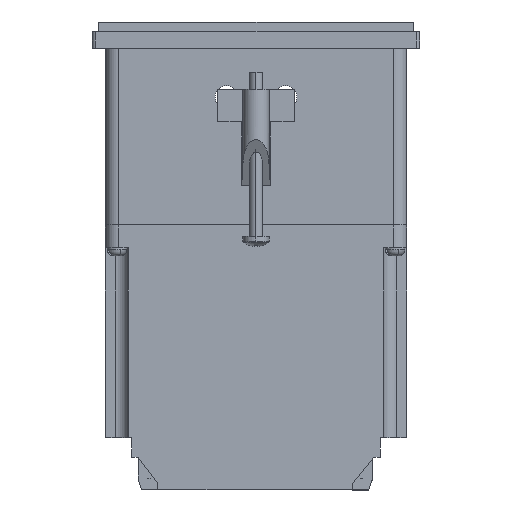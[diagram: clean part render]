
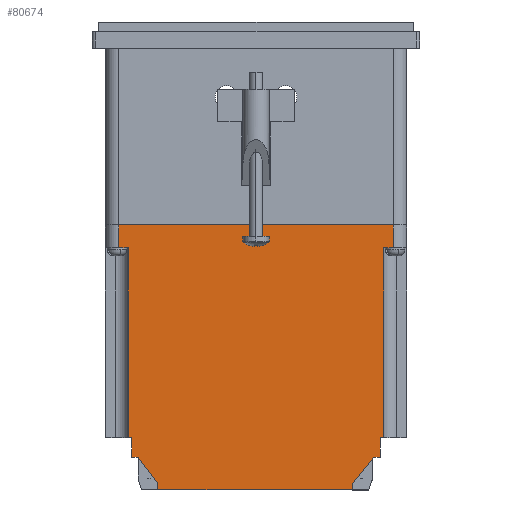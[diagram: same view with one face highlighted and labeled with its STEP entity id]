
A CAD part, left-side view. The second image highlights one B-rep face of the part: STEP entity #80674.
In plain terms, the highlighted planar face has unit normal (-1, 0, 0).
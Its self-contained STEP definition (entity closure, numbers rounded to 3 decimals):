
#24 = VECTOR ( 'NONE', #77586, 1000. ) ;
#104 = EDGE_CURVE ( 'NONE', #61617, #44649, #68974, .T. ) ;
#1273 = DIRECTION ( 'NONE',  ( 0., 1., 0. ) ) ;
#2170 = CARTESIAN_POINT ( 'NONE',  ( 0., 16.5, -79. ) ) ;
#2438 = EDGE_CURVE ( 'NONE', #28004, #66365, #44109, .T. ) ;
#2974 = CARTESIAN_POINT ( 'NONE',  ( 0., 88., 0. ) ) ;
#3186 = VECTOR ( 'NONE', #54601, 1000. ) ;
#3367 = CARTESIAN_POINT ( 'NONE',  ( 0., 10., -71. ) ) ;
#4709 = VECTOR ( 'NONE', #71687, 1000. ) ;
#5345 = CARTESIAN_POINT ( 'NONE',  ( 0., 92., -81. ) ) ;
#6531 = LINE ( 'NONE', #78689, #40624 ) ;
#7223 = CARTESIAN_POINT ( 'NONE',  ( 0., 85., -65. ) ) ;
#7934 = EDGE_CURVE ( 'NONE', #71988, #53869, #27217, .T. ) ;
#8096 = VECTOR ( 'NONE', #40278, 1000. ) ;
#8830 = EDGE_CURVE ( 'NONE', #60951, #15708, #68831, .T. ) ;
#9064 = EDGE_CURVE ( 'NONE', #35834, #33162, #53755, .T. ) ;
#9825 = CARTESIAN_POINT ( 'NONE',  ( 0., 0., -7. ) ) ;
#10102 = LINE ( 'NONE', #73315, #44197 ) ;
#11751 = VECTOR ( 'NONE', #68392, 1000. ) ;
#12247 = EDGE_CURVE ( 'NONE', #61617, #53869, #62766, .T. ) ;
#13252 = CARTESIAN_POINT ( 'NONE',  ( 0., 85., -7. ) ) ;
#13525 = VERTEX_POINT ( 'NONE', #44614 ) ;
#13527 = CARTESIAN_POINT ( 'NONE',  ( 0., 84., -65. ) ) ;
#14234 = CARTESIAN_POINT ( 'NONE',  ( 0., 8., -71. ) ) ;
#14517 = LINE ( 'NONE', #35615, #46608 ) ;
#15116 = EDGE_CURVE ( 'NONE', #33194, #33162, #6531, .T. ) ;
#15297 = EDGE_CURVE ( 'NONE', #36144, #75280, #14517, .T. ) ;
#15708 = VERTEX_POINT ( 'NONE', #14234 ) ;
#18272 = PLANE ( 'NONE',  #55857 ) ;
#18287 = CARTESIAN_POINT ( 'NONE',  ( 0., 7., -7. ) ) ;
#18318 = CARTESIAN_POINT ( 'NONE',  ( 0., 84., -71. ) ) ;
#19298 = EDGE_CURVE ( 'NONE', #41655, #60951, #68137, .T. ) ;
#19546 = LINE ( 'NONE', #42839, #53543 ) ;
#19862 = ORIENTED_EDGE ( 'NONE', *, *, #31723, .F. ) ;
#20762 = EDGE_CURVE ( 'NONE', #13525, #30396, #53648, .T. ) ;
#21029 = CARTESIAN_POINT ( 'NONE',  ( 0., 84., -65. ) ) ;
#22781 = ORIENTED_EDGE ( 'NONE', *, *, #29676, .F. ) ;
#22967 = CARTESIAN_POINT ( 'NONE',  ( 0., 8., -71. ) ) ;
#23174 = DIRECTION ( 'NONE',  ( 0., 0., -1. ) ) ;
#24299 = VECTOR ( 'NONE', #81434, 1000. ) ;
#24723 = DIRECTION ( 'NONE',  ( 0., -1., 0. ) ) ;
#26165 = DIRECTION ( 'NONE',  ( 0., 1., 0. ) ) ;
#27185 = LINE ( 'NONE', #72107, #8096 ) ;
#27217 = LINE ( 'NONE', #39674, #61238 ) ;
#27259 = CARTESIAN_POINT ( 'NONE',  ( 0., 7., -65. ) ) ;
#27988 = CARTESIAN_POINT ( 'NONE',  ( 0., 88., -7. ) ) ;
#28004 = VERTEX_POINT ( 'NONE', #71464 ) ;
#28252 = LINE ( 'NONE', #22967, #77229 ) ;
#28340 = DIRECTION ( 'NONE',  ( 0., 0., 1. ) ) ;
#29121 = VECTOR ( 'NONE', #73384, 1000. ) ;
#29676 = EDGE_CURVE ( 'NONE', #15708, #36144, #28252, .T. ) ;
#30396 = VERTEX_POINT ( 'NONE', #18318 ) ;
#30993 = ORIENTED_EDGE ( 'NONE', *, *, #48286, .F. ) ;
#31723 = EDGE_CURVE ( 'NONE', #75280, #66365, #27185, .T. ) ;
#33162 = VERTEX_POINT ( 'NONE', #7223 ) ;
#33194 = VERTEX_POINT ( 'NONE', #21029 ) ;
#35070 = DIRECTION ( 'NONE',  ( 0., 0., 1. ) ) ;
#35308 = CARTESIAN_POINT ( 'NONE',  ( 0., 8., -65. ) ) ;
#35615 = CARTESIAN_POINT ( 'NONE',  ( 0., 10., -71. ) ) ;
#35834 = VERTEX_POINT ( 'NONE', #13252 ) ;
#36024 = CARTESIAN_POINT ( 'NONE',  ( 0., 8., -65. ) ) ;
#36128 = EDGE_CURVE ( 'NONE', #28004, #48253, #10102, .T. ) ;
#36143 = EDGE_CURVE ( 'NONE', #71988, #60614, #52268, .T. ) ;
#36144 = VERTEX_POINT ( 'NONE', #3367 ) ;
#36734 = CARTESIAN_POINT ( 'NONE',  ( 0., 7., -7. ) ) ;
#37047 = ORIENTED_EDGE ( 'NONE', *, *, #19298, .F. ) ;
#39008 = CARTESIAN_POINT ( 'NONE',  ( 0., 88., -81. ) ) ;
#39674 = CARTESIAN_POINT ( 'NONE',  ( 0., 4., -81. ) ) ;
#40278 = DIRECTION ( 'NONE',  ( 0., 0., -1. ) ) ;
#40343 = DIRECTION ( 'NONE',  ( 0., 1., 0. ) ) ;
#40624 = VECTOR ( 'NONE', #40343, 1000. ) ;
#41655 = VERTEX_POINT ( 'NONE', #27259 ) ;
#42274 = ORIENTED_EDGE ( 'NONE', *, *, #8830, .F. ) ;
#42839 = CARTESIAN_POINT ( 'NONE',  ( 0., 82., -71. ) ) ;
#43504 = CARTESIAN_POINT ( 'NONE',  ( 0., 92., -81. ) ) ;
#44109 = LINE ( 'NONE', #43504, #29121 ) ;
#44197 = VECTOR ( 'NONE', #35070, 1000. ) ;
#44614 = CARTESIAN_POINT ( 'NONE',  ( 0., 82., -71. ) ) ;
#44649 = VERTEX_POINT ( 'NONE', #27988 ) ;
#45776 = CARTESIAN_POINT ( 'NONE',  ( 0., 85., -7. ) ) ;
#46608 = VECTOR ( 'NONE', #55148, 1000. ) ;
#48253 = VERTEX_POINT ( 'NONE', #48485 ) ;
#48286 = EDGE_CURVE ( 'NONE', #60614, #41655, #73241, .T. ) ;
#48485 = CARTESIAN_POINT ( 'NONE',  ( 0., 76., -79. ) ) ;
#49007 = DIRECTION ( 'NONE',  ( 0., 0.6, 0.8 ) ) ;
#51285 = EDGE_CURVE ( 'NONE', #35834, #44649, #69259, .T. ) ;
#51646 = VECTOR ( 'NONE', #26165, 1000. ) ;
#51827 = VECTOR ( 'NONE', #52261, 1000. ) ;
#51913 = ORIENTED_EDGE ( 'NONE', *, *, #51285, .F. ) ;
#52046 = FACE_OUTER_BOUND ( 'NONE', #55600, .T. ) ;
#52261 = DIRECTION ( 'NONE',  ( 0., 0., -1. ) ) ;
#52268 = LINE ( 'NONE', #9825, #3186 ) ;
#52281 = VECTOR ( 'NONE', #1273, 1000. ) ;
#52794 = ORIENTED_EDGE ( 'NONE', *, *, #7934, .T. ) ;
#53288 = ORIENTED_EDGE ( 'NONE', *, *, #12247, .F. ) ;
#53416 = ORIENTED_EDGE ( 'NONE', *, *, #9064, .T. ) ;
#53543 = VECTOR ( 'NONE', #49007, 1000. ) ;
#53648 = LINE ( 'NONE', #57972, #51646 ) ;
#53755 = LINE ( 'NONE', #45776, #4709 ) ;
#53869 = VERTEX_POINT ( 'NONE', #67788 ) ;
#54601 = DIRECTION ( 'NONE',  ( 0., 1., 0. ) ) ;
#55148 = DIRECTION ( 'NONE',  ( 0., 0.631, -0.776 ) ) ;
#55551 = VECTOR ( 'NONE', #64648, 1000. ) ;
#55600 = EDGE_LOOP ( 'NONE', ( #30993, #74837, #52794, #53288, #81626, #51913, #53416, #78786, #74540, #65479, #65472, #59563, #71712, #19862, #65726, #22781, #42274, #37047 ) ) ;
#55857 = AXIS2_PLACEMENT_3D ( 'NONE', #5345, #62967, #24723 ) ;
#57506 = LINE ( 'NONE', #13527, #55551 ) ;
#57972 = CARTESIAN_POINT ( 'NONE',  ( 0., 84., -71. ) ) ;
#58553 = EDGE_CURVE ( 'NONE', #33194, #30396, #57506, .T. ) ;
#59563 = ORIENTED_EDGE ( 'NONE', *, *, #36128, .F. ) ;
#60614 = VERTEX_POINT ( 'NONE', #18287 ) ;
#60951 = VERTEX_POINT ( 'NONE', #35308 ) ;
#61100 = EDGE_CURVE ( 'NONE', #48253, #13525, #19546, .T. ) ;
#61237 = DIRECTION ( 'NONE',  ( 0., 1., 0. ) ) ;
#61238 = VECTOR ( 'NONE', #28340, 1000. ) ;
#61617 = VERTEX_POINT ( 'NONE', #2974 ) ;
#62766 = LINE ( 'NONE', #79085, #11751 ) ;
#62967 = DIRECTION ( 'NONE',  ( -1., 0., 0. ) ) ;
#64385 = CARTESIAN_POINT ( 'NONE',  ( 0., 8., -65. ) ) ;
#64648 = DIRECTION ( 'NONE',  ( 0., 0., -1. ) ) ;
#65472 = ORIENTED_EDGE ( 'NONE', *, *, #61100, .F. ) ;
#65479 = ORIENTED_EDGE ( 'NONE', *, *, #20762, .F. ) ;
#65726 = ORIENTED_EDGE ( 'NONE', *, *, #15297, .F. ) ;
#66365 = VERTEX_POINT ( 'NONE', #77175 ) ;
#66940 = VECTOR ( 'NONE', #23174, 1000. ) ;
#67788 = CARTESIAN_POINT ( 'NONE',  ( 0., 4., 0. ) ) ;
#68137 = LINE ( 'NONE', #64385, #24 ) ;
#68392 = DIRECTION ( 'NONE',  ( 0., -1., 0. ) ) ;
#68831 = LINE ( 'NONE', #36024, #51827 ) ;
#68974 = LINE ( 'NONE', #39008, #66940 ) ;
#69259 = LINE ( 'NONE', #77997, #52281 ) ;
#71464 = CARTESIAN_POINT ( 'NONE',  ( 0., 76., -81. ) ) ;
#71627 = CARTESIAN_POINT ( 'NONE',  ( 0., 4., -7. ) ) ;
#71687 = DIRECTION ( 'NONE',  ( 0., 0., -1. ) ) ;
#71712 = ORIENTED_EDGE ( 'NONE', *, *, #2438, .T. ) ;
#71988 = VERTEX_POINT ( 'NONE', #71627 ) ;
#72107 = CARTESIAN_POINT ( 'NONE',  ( 0., 16.5, -81. ) ) ;
#73241 = LINE ( 'NONE', #36734, #24299 ) ;
#73315 = CARTESIAN_POINT ( 'NONE',  ( 0., 76., -81. ) ) ;
#73384 = DIRECTION ( 'NONE',  ( 0., -1., 0. ) ) ;
#74540 = ORIENTED_EDGE ( 'NONE', *, *, #58553, .T. ) ;
#74837 = ORIENTED_EDGE ( 'NONE', *, *, #36143, .F. ) ;
#75280 = VERTEX_POINT ( 'NONE', #2170 ) ;
#77175 = CARTESIAN_POINT ( 'NONE',  ( 0., 16.5, -81. ) ) ;
#77229 = VECTOR ( 'NONE', #61237, 1000. ) ;
#77586 = DIRECTION ( 'NONE',  ( 0., 1., 0. ) ) ;
#77997 = CARTESIAN_POINT ( 'NONE',  ( 0., 92., -7. ) ) ;
#78689 = CARTESIAN_POINT ( 'NONE',  ( 0., 84., -65. ) ) ;
#78786 = ORIENTED_EDGE ( 'NONE', *, *, #15116, .F. ) ;
#79085 = CARTESIAN_POINT ( 'NONE',  ( 0., 92., 0. ) ) ;
#80674 = ADVANCED_FACE ( 'NONE', ( #52046 ), #18272, .T. ) ;
#81434 = DIRECTION ( 'NONE',  ( 0., 0., -1. ) ) ;
#81626 = ORIENTED_EDGE ( 'NONE', *, *, #104, .T. ) ;
